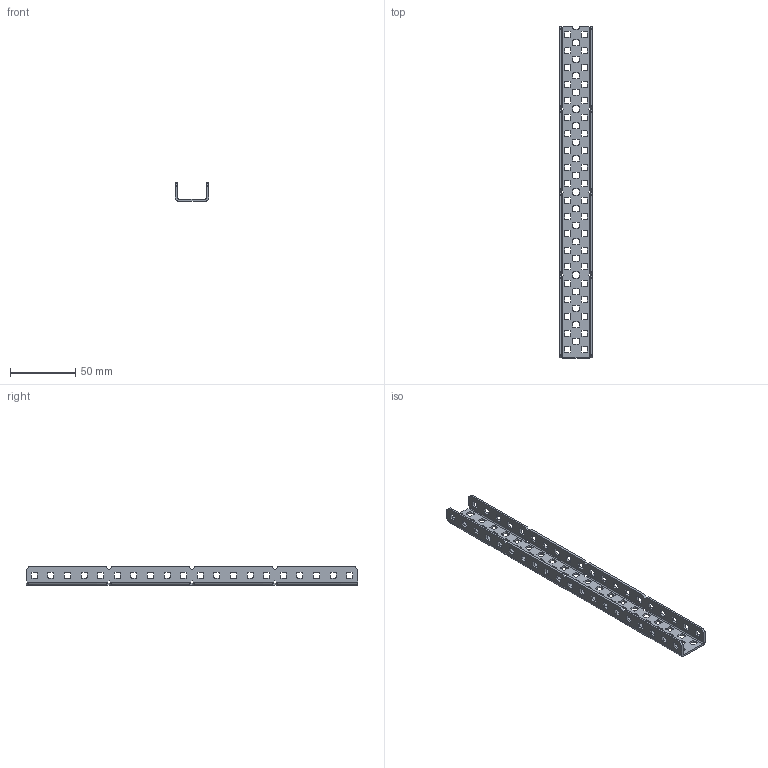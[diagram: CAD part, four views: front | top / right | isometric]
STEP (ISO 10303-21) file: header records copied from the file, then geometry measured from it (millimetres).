
FILE_DESCRIPTION(/* description */ (''),/* implementation_level */ '2;1');
FILE_NAME(/* name */ '20-Long.step',/* time_stamp */ '2024-10-22T13:19:05-04:00',/* author */ (''),/* organization */ (''),/* preprocessor_version */ 'ST-DEVELOPER v20',/* originating_system */ 'Autodesk Translation Framework v13.14.0.145',/* authorisation */ '');
FILE_SCHEMA (('AUTOMOTIVE_DESIGN { 1 0 10303 214 3 1 1 }'));
Length unit declared in the file: inch
Products named in the file (2): 20-Long; 2x C-Chan Alu v1
Assembly tree (1 placements, depth 2):
  20-Long
    2x C-Chan Alu v1
Bounding box: 25.4 x 254 x 13.97 mm (x, y, z)
Volume: 16280.3 mm3; surface area: 24242.3 mm2
Topology: 1 solids, 1 shells, 930 faces, 2862 edges, 1922 vertices
Faces by surface type: plane 462, cylinder 440, bspline 28
Entity records: 34128 total; most frequent: CARTESIAN_POINT 7461, ORIENTED_EDGE 5724, DIRECTION 5454, EDGE_CURVE 2862, VERTEX_POINT 1922, LINE 1884, VECTOR 1884, AXIS2_PLACEMENT_3D 1785
